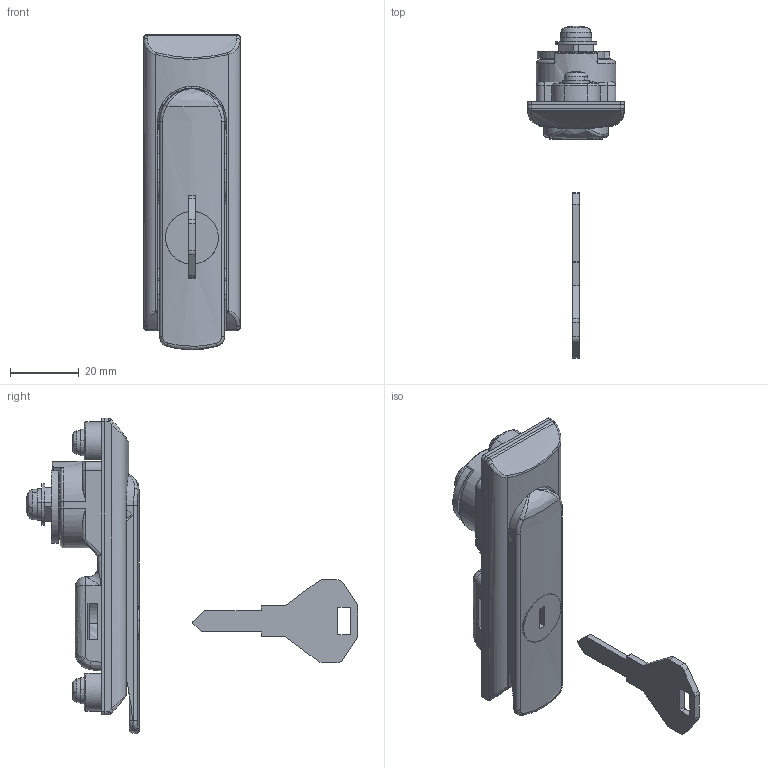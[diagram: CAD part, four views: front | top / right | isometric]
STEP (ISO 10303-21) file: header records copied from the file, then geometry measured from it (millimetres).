
FILE_DESCRIPTION((''),'2;1');
FILE_NAME('','2006-10-08T14:46:06',(''),(''),'','CADfix','');
FILE_SCHEMA(('AUTOMOTIVE_DESIGN'));
Length unit declared in the file: millimetre
Products named in the file (12): packing; screw_A; bracket; shaft_B; shaft_A; screw_B; lock; key; handle; control_cam; base; THA_506W_3K_10360_36
Assembly tree (13 placements, depth 2):
  THA_506W_3K_10360_36
    packing
    screw_A  x2
    bracket  x2
    shaft_B
    shaft_A
    screw_B
    lock
    key
    handle
    control_cam
    base
Bounding box: 28 x 96.27 x 91.46 mm (x, y, z)
Volume: 28630.2 mm3; surface area: 24462.6 mm2
Topology: 13 solids, 13 shells, 488 faces, 1348 edges, 884 vertices
Faces by surface type: bspline 488
Entity records: 18168 total; most frequent: CARTESIAN_POINT 11133, ORIENTED_EDGE 2424, EDGE_CURVE 1212, VERTEX_POINT 802, QUASI_UNIFORM_CURVE 545, EDGE_LOOP 486, FACE_OUTER_BOUND 446, ADVANCED_FACE 446
